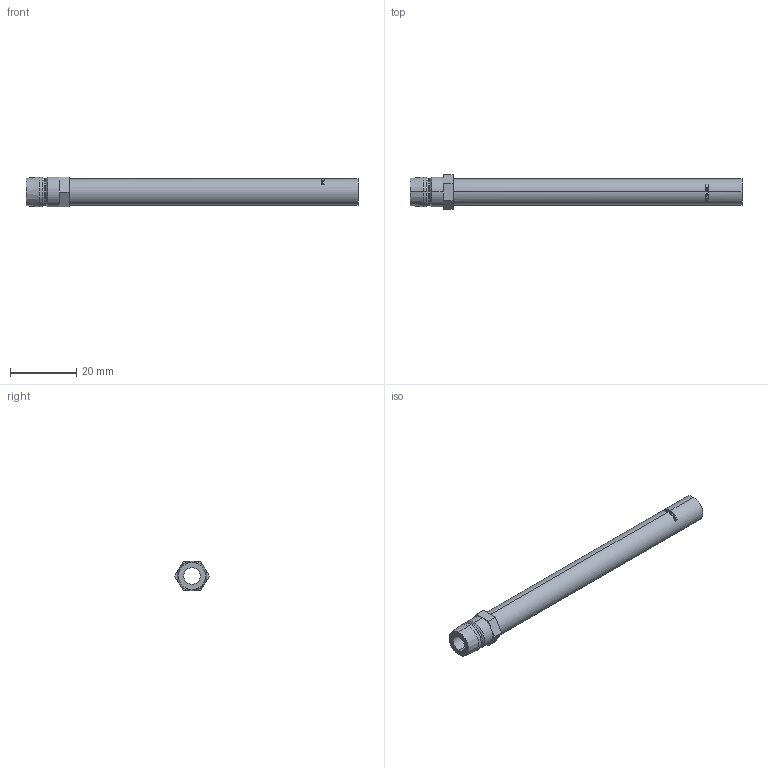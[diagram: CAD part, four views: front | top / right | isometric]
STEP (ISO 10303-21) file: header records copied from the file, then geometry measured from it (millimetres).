
FILE_DESCRIPTION (( 'STEP AP203' ), '1' );
FILE_NAME ('47bb.STEP', '2022-09-21T17:42:35', ( '' ), ( '' ), 'SwSTEP 2.0', 'SolidWorks 2019', '' );
FILE_SCHEMA (( 'CONFIG_CONTROL_DESIGN' ));
Length unit declared in the file: millimetre
Products named in the file (1): 47bb
Bounding box: 100 x 10.39 x 9 mm (x, y, z)
Volume: 3223 mm3; surface area: 4237.6 mm2
Topology: 1 solids, 1 shells, 115 faces, 294 edges, 190 vertices
Faces by surface type: plane 47, bspline 42, cylinder 20, cone 6
Entity records: 5652 total; most frequent: CARTESIAN_POINT 3127, ORIENTED_EDGE 588, DIRECTION 368, EDGE_CURVE 294, VERTEX_POINT 190, B_SPLINE_CURVE_WITH_KNOTS 140, AXIS2_PLACEMENT_3D 140, EDGE_LOOP 126
